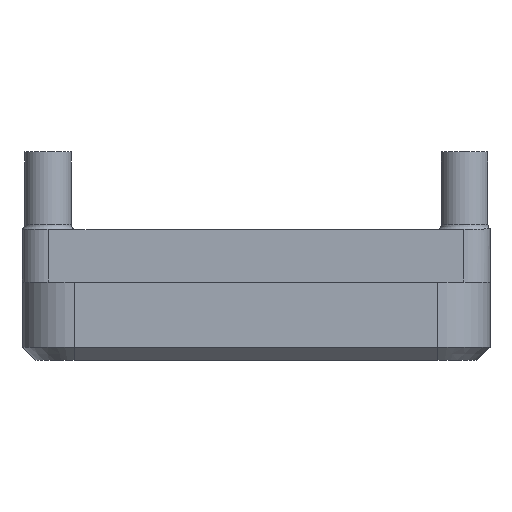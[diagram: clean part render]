
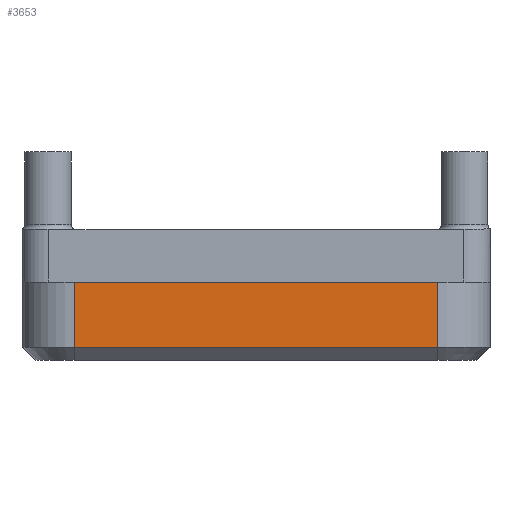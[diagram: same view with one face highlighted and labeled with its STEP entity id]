
A CAD part, front view. The second image highlights one B-rep face of the part: STEP entity #3653.
In plain terms, the highlighted planar face has unit normal (0, -1, 0).
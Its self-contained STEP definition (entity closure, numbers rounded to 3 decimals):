
#204=PLANE('',#3825);
#219=LINE('',#4621,#518);
#505=LINE('',#7135,#804);
#506=LINE('',#7137,#805);
#507=LINE('',#7138,#806);
#518=VECTOR('',#3924,10.);
#804=VECTOR('',#4436,10.);
#805=VECTOR('',#4437,10.);
#806=VECTOR('',#4438,10.);
#1017=FACE_OUTER_BOUND('',#1230,.T.);
#1230=EDGE_LOOP('',(#3406,#3407,#3408,#3409));
#1516=VERTEX_POINT('',#4613);
#1518=VERTEX_POINT('',#4619);
#1833=VERTEX_POINT('',#7134);
#1834=VERTEX_POINT('',#7136);
#1881=EDGE_CURVE('',#1518,#1516,#219,.T.);
#2369=EDGE_CURVE('',#1833,#1518,#505,.T.);
#2370=EDGE_CURVE('',#1833,#1834,#506,.T.);
#2371=EDGE_CURVE('',#1516,#1834,#507,.T.);
#3406=ORIENTED_EDGE('',*,*,#1881,.F.);
#3407=ORIENTED_EDGE('',*,*,#2369,.F.);
#3408=ORIENTED_EDGE('',*,*,#2370,.T.);
#3409=ORIENTED_EDGE('',*,*,#2371,.F.);
#3653=ADVANCED_FACE('',(#1017),#204,.T.);
#3825=AXIS2_PLACEMENT_3D('',#7133,#4434,#4435);
#3924=DIRECTION('',(-1.,0.,0.));
#4434=DIRECTION('center_axis',(0.,-1.,0.));
#4435=DIRECTION('ref_axis',(0.,0.,-1.));
#4436=DIRECTION('',(0.,0.,-1.));
#4437=DIRECTION('',(-1.,0.,0.));
#4438=DIRECTION('',(0.,0.,1.));
#4613=CARTESIAN_POINT('',(2.,-10.,0.5));
#4619=CARTESIAN_POINT('',(15.979,-10.,0.5));
#4621=CARTESIAN_POINT('',(4.495,-10.,0.5));
#7133=CARTESIAN_POINT('Origin',(0.,-10.,0.));
#7134=CARTESIAN_POINT('',(15.979,-10.,3.));
#7135=CARTESIAN_POINT('',(15.979,-10.,0.));
#7136=CARTESIAN_POINT('',(2.,-10.,3.));
#7137=CARTESIAN_POINT('',(0.,-10.,3.));
#7138=CARTESIAN_POINT('',(2.,-10.,0.));
